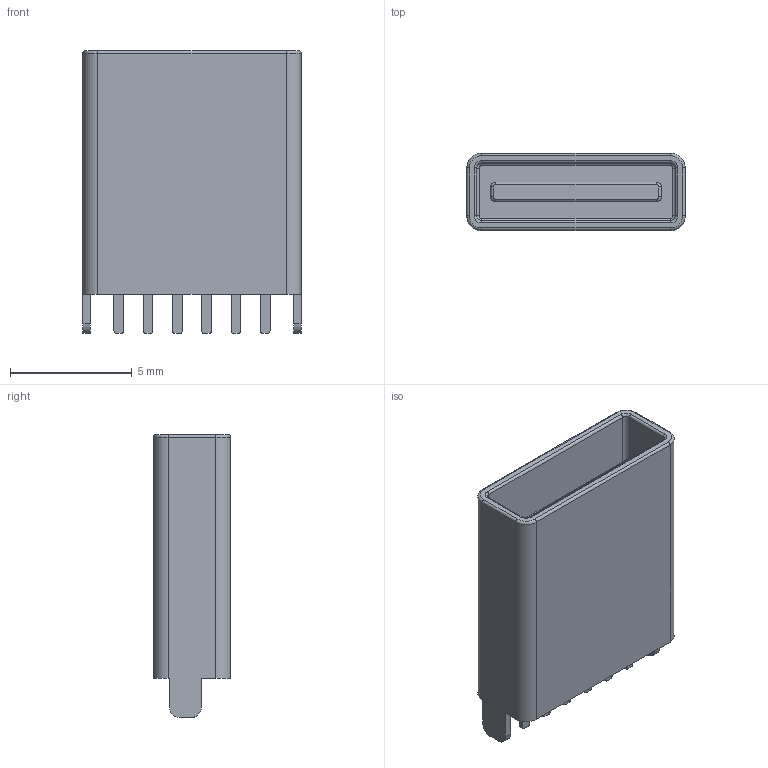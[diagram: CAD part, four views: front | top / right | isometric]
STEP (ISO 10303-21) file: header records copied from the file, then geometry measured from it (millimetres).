
FILE_DESCRIPTION(/* description */ (''),/* implementation_level */ '2;1');
FILE_NAME(/* name */ '',/* time_stamp */ '2023-07-18T09:37:20+08:00',/* author */ (''),/* organization */ (''),/* preprocessor_version */ 'ST-DEVELOPER v19.2',/* originating_system */ 'Autodesk Translation Framework v12.6.0.85',/* authorisation */ '');
FILE_SCHEMA (('AUTOMOTIVE_DESIGN { 1 0 10303 214 3 1 1 }'));
Length unit declared in the file: millimetre
Products named in the file (2): Type-C_6P_立插; 零部件1
Assembly tree (1 placements, depth 2):
  Type-C_6P_立插
    零部件1
Bounding box: 8.95 x 3.16 x 11.6 mm (x, y, z)
Volume: 177.9 mm3; surface area: 534.2 mm2
Topology: 1 solids, 1 shells, 114 faces, 280 edges, 176 vertices
Faces by surface type: plane 54, cylinder 44, bspline 8, torus 8
Entity records: 3437 total; most frequent: CARTESIAN_POINT 637, DIRECTION 602, ORIENTED_EDGE 560, EDGE_CURVE 280, AXIS2_PLACEMENT_3D 213, LINE 176, VECTOR 176, VERTEX_POINT 176
